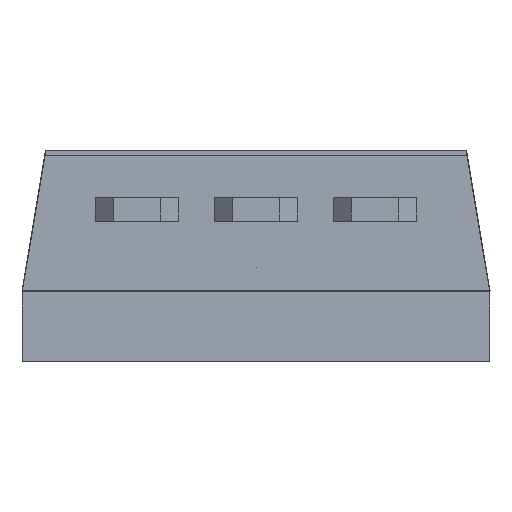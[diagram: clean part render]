
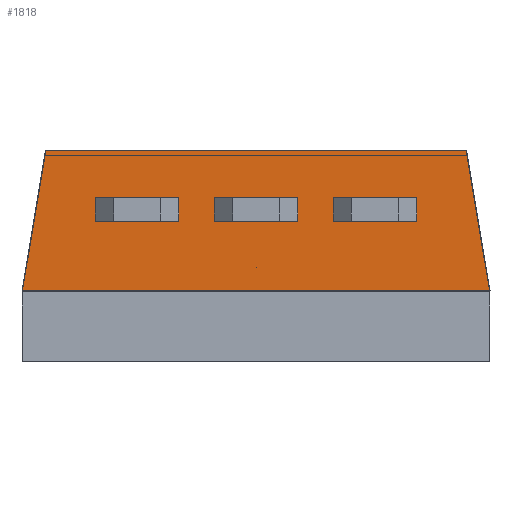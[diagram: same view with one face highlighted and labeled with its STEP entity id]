
A CAD part, front view. The second image highlights one B-rep face of the part: STEP entity #1818.
In plain terms, the highlighted face is planar.
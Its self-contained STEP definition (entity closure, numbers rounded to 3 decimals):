
#1742 = EDGE_CURVE ( 'NONE', #1799, #1812, #4489, .T. ) ;
#1786 = VERTEX_POINT ( 'NONE', #4612 ) ;
#1794 = EDGE_LOOP ( 'NONE', ( #1797, #1813, #1798, #1804 ) ) ;
#1797 = ORIENTED_EDGE ( 'NONE', *, *, #1819, .F. ) ;
#1798 = ORIENTED_EDGE ( 'NONE', *, *, #1742, .F. ) ;
#1799 = VERTEX_POINT ( 'NONE', #4598 ) ;
#1800 = EDGE_CURVE ( 'NONE', #1812, #1817, #4597, .T. ) ;
#1804 = ORIENTED_EDGE ( 'NONE', *, *, #1805, .F. ) ;
#1805 = EDGE_CURVE ( 'NONE', #1786, #1799, #4591, .T. ) ;
#1812 = VERTEX_POINT ( 'NONE', #4636 ) ;
#1813 = ORIENTED_EDGE ( 'NONE', *, *, #1800, .F. ) ;
#1817 = VERTEX_POINT ( 'NONE', #4630 ) ;
#1818 = ADVANCED_FACE ( 'NONE', ( #4629 ), #4628, .T. ) ;
#1819 = EDGE_CURVE ( 'NONE', #1817, #1786, #4623, .T. ) ;
#4486 = DIRECTION ( 'NONE',  ( -1., 0., 0. ) ) ;
#4487 = VECTOR ( 'NONE', #4486, 1000. ) ;
#4488 = CARTESIAN_POINT ( 'NONE',  ( 5., -1.5, 0.01 ) ) ;
#4489 = LINE ( 'NONE', #4488, #4487 ) ;
#4591 = LINE ( 'NONE', #4649, #4648 ) ;
#4594 = DIRECTION ( 'NONE',  ( 0.164, 0.986, 0. ) ) ;
#4595 = VECTOR ( 'NONE', #4594, 1000. ) ;
#4596 = CARTESIAN_POINT ( 'NONE',  ( -5., -1.5, 0.01 ) ) ;
#4597 = LINE ( 'NONE', #4596, #4595 ) ;
#4598 = CARTESIAN_POINT ( 'NONE',  ( 5., -1.5, 0.01 ) ) ;
#4612 = CARTESIAN_POINT ( 'NONE',  ( 4.5, 1.5, 0.01 ) ) ;
#4621 = VECTOR ( 'NONE', #4684, 1000. ) ;
#4622 = CARTESIAN_POINT ( 'NONE',  ( -4.5, 1.5, 0.01 ) ) ;
#4623 = LINE ( 'NONE', #4622, #4621 ) ;
#4624 = DIRECTION ( 'NONE',  ( 1., 0., 0. ) ) ;
#4625 = DIRECTION ( 'NONE',  ( 0., 0., 1. ) ) ;
#4626 = CARTESIAN_POINT ( 'NONE',  ( -5., -1.5, 0.01 ) ) ;
#4627 = AXIS2_PLACEMENT_3D ( 'NONE', #4626, #4625, #4624 ) ;
#4628 = PLANE ( 'NONE',  #4627 ) ;
#4629 = FACE_OUTER_BOUND ( 'NONE', #1794, .T. ) ;
#4630 = CARTESIAN_POINT ( 'NONE',  ( -4.5, 1.5, 0.01 ) ) ;
#4636 = CARTESIAN_POINT ( 'NONE',  ( -5., -1.5, 0.01 ) ) ;
#4647 = DIRECTION ( 'NONE',  ( 0.164, -0.986, 0. ) ) ;
#4648 = VECTOR ( 'NONE', #4647, 1000. ) ;
#4649 = CARTESIAN_POINT ( 'NONE',  ( 4.5, 1.5, 0.01 ) ) ;
#4684 = DIRECTION ( 'NONE',  ( 1., 0., 0. ) ) ;
